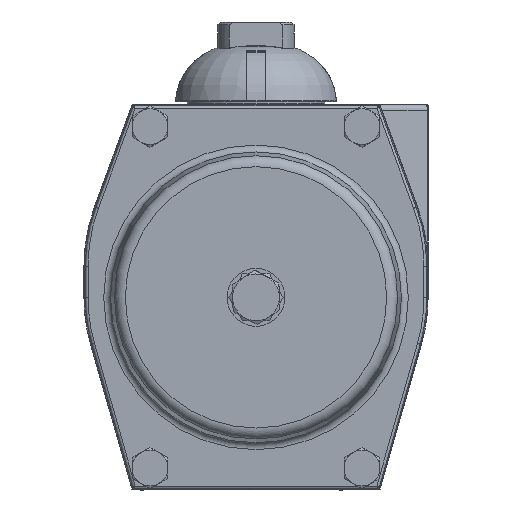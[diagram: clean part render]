
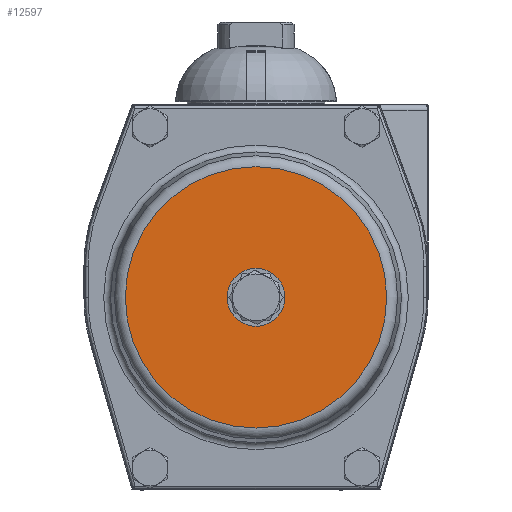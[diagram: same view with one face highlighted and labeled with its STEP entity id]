
A CAD part, front view. The second image highlights one B-rep face of the part: STEP entity #12597.
In plain terms, the highlighted planar face has unit normal (0, -1, 0).
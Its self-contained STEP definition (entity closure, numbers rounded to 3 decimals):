
#399=PLANE('',#17175);
#830=CIRCLE('',#17162,47.461);
#838=CIRCLE('',#17176,10.5);
#3152=ORIENTED_EDGE('',*,*,#6850,.T.);
#3153=ORIENTED_EDGE('',*,*,#6834,.T.);
#6834=EDGE_CURVE('',#8825,#8825,#830,.T.);
#6850=EDGE_CURVE('',#8837,#8837,#838,.T.);
#8825=VERTEX_POINT('',#23818);
#8837=VERTEX_POINT('',#23852);
#10578=EDGE_LOOP('',(#3152));
#10579=EDGE_LOOP('',(#3153));
#11577=FACE_BOUND('',#10578,.T.);
#11578=FACE_BOUND('',#10579,.T.);
#12597=ADVANCED_FACE('',(#11577,#11578),#399,.T.);
#17162=AXIS2_PLACEMENT_3D('',#23817,#18763,#18764);
#17175=AXIS2_PLACEMENT_3D('',#23850,#18797,#18798);
#17176=AXIS2_PLACEMENT_3D('',#23851,#18799,#18800);
#18763=DIRECTION('',(0.,-1.,0.));
#18764=DIRECTION('',(0.,0.,1.));
#18797=DIRECTION('',(0.,-1.,0.));
#18798=DIRECTION('',(0.,0.,1.));
#18799=DIRECTION('',(0.,1.,0.));
#18800=DIRECTION('',(1.,0.,0.));
#23817=CARTESIAN_POINT('',(0.,-146.2,0.));
#23818=CARTESIAN_POINT('',(0.,-146.2,47.461));
#23850=CARTESIAN_POINT('',(0.,-146.2,51.));
#23851=CARTESIAN_POINT('',(0.,-146.2,0.));
#23852=CARTESIAN_POINT('',(10.5,-146.2,0.));
